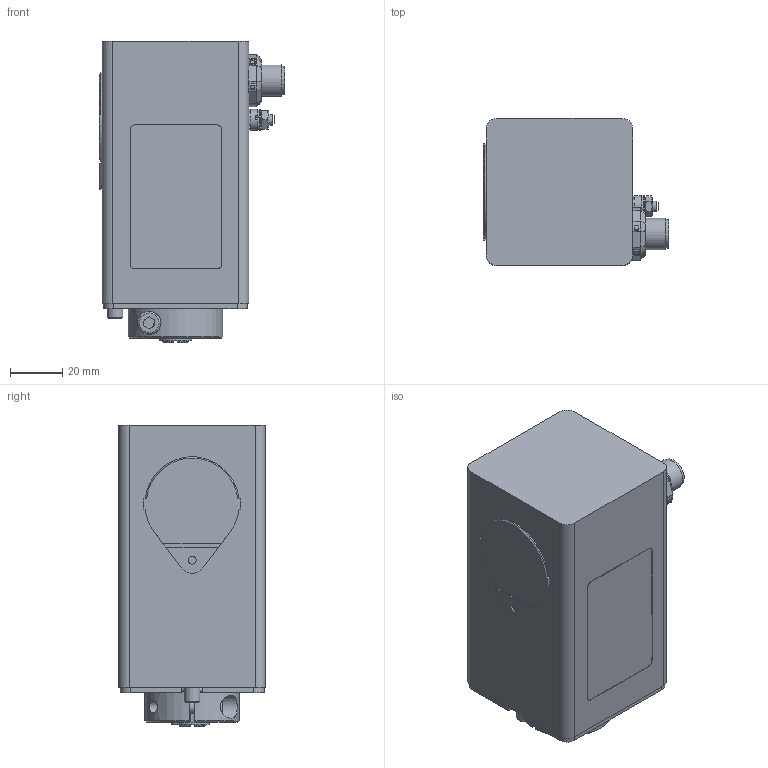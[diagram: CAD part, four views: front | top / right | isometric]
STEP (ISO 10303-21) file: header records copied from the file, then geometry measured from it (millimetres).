
FILE_DESCRIPTION(/* description */ (''),/* implementation_level */ '2;1');
FILE_NAME(/* name */ '7300.012503C_PSE312-8-IO.stp',/* time_stamp */ '2021-07-19T13:32:23+02:00',/* author */ ('mzabek'),/* organization */ (''),/* preprocessor_version */ 'ST-DEVELOPER v18.1',/* originating_system */ 'Autodesk Inventor 2021',/* authorisation */ '');
FILE_SCHEMA (('AUTOMOTIVE_DESIGN { 1 0 10303 214 3 1 1 }'));
Length unit declared in the file: millimetre
Products named in the file (1): ENG-108476.012503C_PSE312-8-IO_Shrinkwrap_1
Bounding box: 70.65 x 56.3 x 115 mm (x, y, z)
Volume: 329637.1 mm3; surface area: 36157.2 mm2
Topology: 1 solids, 1 shells, 725 faces, 1973 edges, 1277 vertices
Faces by surface type: plane 376, bspline 150, cylinder 141, cone 31, torus 15, sphere 12
Full cylindrical faces by diameter (mm): 1 x5, 1.5 x2, 2 x1, 3 x1, 4 x2, 4.3 x1, 4.459 x1, 5 x1, 5.5 x1, 6 x1, 8 x2, 8.2 x1, 8.5 x1, 9 x2, 11 x2, 12 x1, 14.376 x1
Entity records: 25443 total; most frequent: CARTESIAN_POINT 7092, ORIENTED_EDGE 3920, DIRECTION 3208, EDGE_CURVE 1960, VERTEX_POINT 1277, LINE 1116, VECTOR 1116, AXIS2_PLACEMENT_3D 1046
